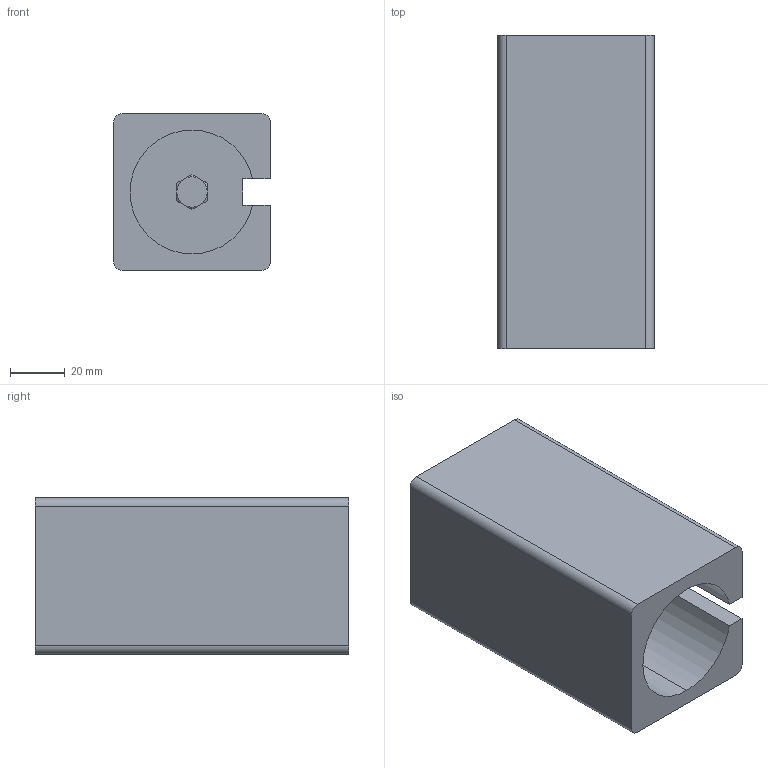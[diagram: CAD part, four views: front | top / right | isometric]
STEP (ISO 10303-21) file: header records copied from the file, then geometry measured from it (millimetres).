
FILE_DESCRIPTION (( 'STEP AP214' ), '1' );
FILE_NAME ('Aluminum Pinion Press Tool for RS550 and RS775 class motors.STEP', '2017-11-29T14:11:12', ( '' ), ( '' ), 'SwSTEP 2.0', 'SolidWorks 2017', '' );
FILE_SCHEMA (( 'AUTOMOTIVE_DESIGN' ));
Length unit declared in the file: inch
Products named in the file (3): 13001-Fastenal-11-29-2017; Aluminum Pinion Press Tool for RS550 and RS775 class motors
Assembly tree (3 placements, depth 2):
  Aluminum Pinion Press Tool for RS550 and RS775 class motors
    Aluminum Pinion Press Tool for RS550 and RS775 class motors
    13001-Fastenal-11-29-2017  x2
Bounding box: 57.15 x 114.3 x 57.15 mm (x, y, z)
Volume: 241857.1 mm3; surface area: 45403.5 mm2
Topology: 3 solids, 3 shells, 160 faces, 417 edges, 266 vertices
Faces by surface type: plane 84, bspline 38, cylinder 20, cone 18
Entity records: 6238 total; most frequent: CARTESIAN_POINT 3062, ORIENTED_EDGE 706, DIRECTION 508, EDGE_CURVE 353, VERTEX_POINT 229, LINE 210, VECTOR 210, AXIS2_PLACEMENT_3D 149
